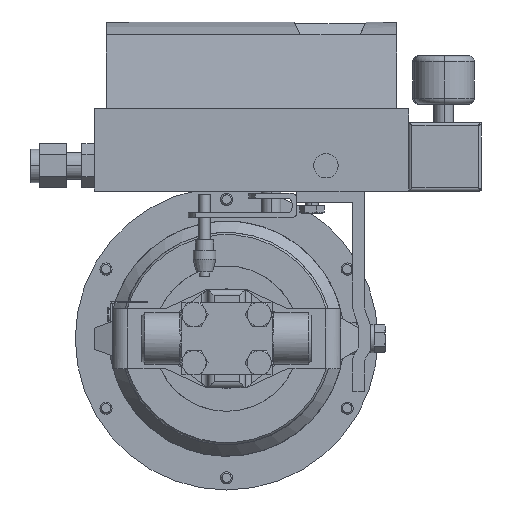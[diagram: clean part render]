
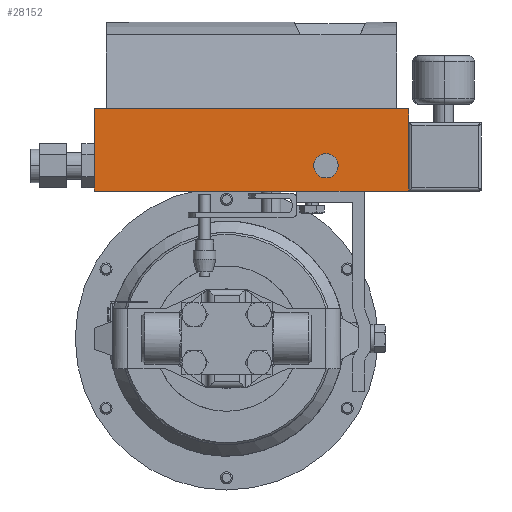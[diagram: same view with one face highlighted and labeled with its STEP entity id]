
A CAD part, front view. The second image highlights one B-rep face of the part: STEP entity #28152.
In plain terms, the highlighted planar face has unit normal (0, -1, 0).
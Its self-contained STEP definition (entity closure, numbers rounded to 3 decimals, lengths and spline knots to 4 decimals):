
#1508 = CARTESIAN_POINT ( 'NONE',  ( -1.184, 6.3534, 7.2334 ) ) ;
#1692 = CARTESIAN_POINT ( 'NONE',  ( 3.3542, 6.3534, 5.803 ) ) ;
#2023 = ORIENTED_EDGE ( 'NONE', *, *, #30043, .T. ) ;
#2080 = EDGE_CURVE ( 'NONE', #29171, #2768, #16456, .T. ) ;
#2146 = AXIS2_PLACEMENT_3D ( 'NONE', #10128, #7259, #24375 ) ;
#2440 = DIRECTION ( 'NONE',  ( 0., 0., 1. ) ) ;
#2768 = VERTEX_POINT ( 'NONE', #9549 ) ;
#3013 = VECTOR ( 'NONE', #2440, 39.3701 ) ;
#3309 = DIRECTION ( 'NONE',  ( 1., 0., 0. ) ) ;
#3799 = ORIENTED_EDGE ( 'NONE', *, *, #2080, .T. ) ;
#4252 = CARTESIAN_POINT ( 'NONE',  ( 4.816, 6.3534, 7.2334 ) ) ;
#4629 = VECTOR ( 'NONE', #22879, 39.3701 ) ;
#5449 = ORIENTED_EDGE ( 'NONE', *, *, #15166, .T. ) ;
#5625 = LINE ( 'NONE', #11817, #35382 ) ;
#5874 = CARTESIAN_POINT ( 'NONE',  ( 3.3542, 6.3534, 6.3061 ) ) ;
#6250 = CARTESIAN_POINT ( 'NONE',  ( 4.816, 6.3534, 5.5334 ) ) ;
#7259 = DIRECTION ( 'NONE',  ( 0., 1., 0. ) ) ;
#7614 = LINE ( 'NONE', #28758, #31308 ) ;
#8480 = ORIENTED_EDGE ( 'NONE', *, *, #10870, .F. ) ;
#8816 = ORIENTED_EDGE ( 'NONE', *, *, #34440, .T. ) ;
#9131 = EDGE_CURVE ( 'NONE', #24835, #30169, #24215, .T. ) ;
#9419 = CARTESIAN_POINT ( 'NONE',  ( -1.434, 6.3534, 7.2334 ) ) ;
#9549 = CARTESIAN_POINT ( 'NONE',  ( 5.066, 6.3534, 7.2334 ) ) ;
#9575 = CARTESIAN_POINT ( 'NONE',  ( 4.816, 6.3534, 7.2334 ) ) ;
#10128 = CARTESIAN_POINT ( 'NONE',  ( 4.816, 6.3534, 5.5334 ) ) ;
#10870 = EDGE_CURVE ( 'NONE', #30169, #24835, #27839, .T. ) ;
#11372 = LINE ( 'NONE', #6250, #4629 ) ;
#11663 = CARTESIAN_POINT ( 'NONE',  ( 3.3542, 6.3534, 6.0545 ) ) ;
#11817 = CARTESIAN_POINT ( 'NONE',  ( 4.816, 6.3534, 5.5334 ) ) ;
#11870 = FACE_OUTER_BOUND ( 'NONE', #22548, .T. ) ;
#12242 = CARTESIAN_POINT ( 'NONE',  ( 3.3542, 6.3534, 6.0545 ) ) ;
#12566 = DIRECTION ( 'NONE',  ( 1., 0., 0. ) ) ;
#13006 = PLANE ( 'NONE',  #2146 ) ;
#13218 = ORIENTED_EDGE ( 'NONE', *, *, #16934, .F. ) ;
#13973 = EDGE_CURVE ( 'NONE', #28839, #27522, #19789, .T. ) ;
#14284 = VECTOR ( 'NONE', #12566, 39.3701 ) ;
#14518 = DIRECTION ( 'NONE',  ( 0., -1., 0. ) ) ;
#14981 = CARTESIAN_POINT ( 'NONE',  ( 4.146, 6.3534, 5.5334 ) ) ;
#15106 = DIRECTION ( 'NONE',  ( 0., 0., -1. ) ) ;
#15166 = EDGE_CURVE ( 'NONE', #27950, #29171, #17365, .T. ) ;
#15338 = EDGE_CURVE ( 'NONE', #27522, #2768, #18699, .T. ) ;
#15880 = LINE ( 'NONE', #21265, #23469 ) ;
#16189 = EDGE_CURVE ( 'NONE', #27657, #19353, #11372, .T. ) ;
#16300 = VECTOR ( 'NONE', #3309, 39.3701 ) ;
#16456 = LINE ( 'NONE', #22454, #3013 ) ;
#16718 = CARTESIAN_POINT ( 'NONE',  ( -1.434, 6.3534, 5.5334 ) ) ;
#16934 = EDGE_CURVE ( 'NONE', #24707, #24122, #15880, .T. ) ;
#17365 = LINE ( 'NONE', #28525, #31643 ) ;
#17417 = DIRECTION ( 'NONE',  ( 0., 0., -1. ) ) ;
#17425 = DIRECTION ( 'NONE',  ( 1., 0., 0. ) ) ;
#17953 = AXIS2_PLACEMENT_3D ( 'NONE', #12242, #29343, #15106 ) ;
#18699 = LINE ( 'NONE', #4252, #26263 ) ;
#19353 = VERTEX_POINT ( 'NONE', #14981 ) ;
#19789 = LINE ( 'NONE', #31530, #16300 ) ;
#19905 = DIRECTION ( 'NONE',  ( 0., 0., 1. ) ) ;
#21265 = CARTESIAN_POINT ( 'NONE',  ( -1.434, 6.3534, 5.5334 ) ) ;
#21879 = LINE ( 'NONE', #32558, #14284 ) ;
#22454 = CARTESIAN_POINT ( 'NONE',  ( 5.066, 6.3534, 5.5334 ) ) ;
#22548 = EDGE_LOOP ( 'NONE', ( #5449, #3799, #23970, #32652, #28998, #13218, #2023, #26185, #8816 ) ) ;
#22580 = ORIENTED_EDGE ( 'NONE', *, *, #9131, .F. ) ;
#22879 = DIRECTION ( 'NONE',  ( 1., 0., 0. ) ) ;
#23129 = CARTESIAN_POINT ( 'NONE',  ( 5.066, 6.3534, 5.5334 ) ) ;
#23469 = VECTOR ( 'NONE', #32647, 39.3701 ) ;
#23970 = ORIENTED_EDGE ( 'NONE', *, *, #15338, .F. ) ;
#24122 = VERTEX_POINT ( 'NONE', #9419 ) ;
#24215 = CIRCLE ( 'NONE', #17953, 0.2516 ) ;
#24286 = DIRECTION ( 'NONE',  ( 1., 0., 0. ) ) ;
#24375 = DIRECTION ( 'NONE',  ( 0., 0., -1. ) ) ;
#24707 = VERTEX_POINT ( 'NONE', #16718 ) ;
#24835 = VERTEX_POINT ( 'NONE', #5874 ) ;
#26185 = ORIENTED_EDGE ( 'NONE', *, *, #16189, .T. ) ;
#26263 = VECTOR ( 'NONE', #24286, 39.3701 ) ;
#27522 = VERTEX_POINT ( 'NONE', #9575 ) ;
#27657 = VERTEX_POINT ( 'NONE', #28817 ) ;
#27839 = CIRCLE ( 'NONE', #32994, 0.2516 ) ;
#27950 = VERTEX_POINT ( 'NONE', #23129 ) ;
#28152 = ADVANCED_FACE ( 'NONE', ( #11870, #33579 ), #13006, .F. ) ;
#28525 = CARTESIAN_POINT ( 'NONE',  ( 5.066, 6.3534, 8.5395 ) ) ;
#28758 = CARTESIAN_POINT ( 'NONE',  ( -1.434, 6.3534, 7.2334 ) ) ;
#28817 = CARTESIAN_POINT ( 'NONE',  ( 2.746, 6.3534, 5.5334 ) ) ;
#28839 = VERTEX_POINT ( 'NONE', #1508 ) ;
#28998 = ORIENTED_EDGE ( 'NONE', *, *, #34693, .F. ) ;
#29003 = CARTESIAN_POINT ( 'NONE',  ( 5.066, 6.3534, 6.9509 ) ) ;
#29171 = VERTEX_POINT ( 'NONE', #29003 ) ;
#29343 = DIRECTION ( 'NONE',  ( 0., -1., 0. ) ) ;
#30043 = EDGE_CURVE ( 'NONE', #24707, #27657, #5625, .T. ) ;
#30169 = VERTEX_POINT ( 'NONE', #1692 ) ;
#31308 = VECTOR ( 'NONE', #17425, 39.3701 ) ;
#31530 = CARTESIAN_POINT ( 'NONE',  ( -1.184, 6.3534, 7.2334 ) ) ;
#31643 = VECTOR ( 'NONE', #19905, 39.3701 ) ;
#32558 = CARTESIAN_POINT ( 'NONE',  ( 4.816, 6.3534, 5.5334 ) ) ;
#32647 = DIRECTION ( 'NONE',  ( 0., 0., 1. ) ) ;
#32652 = ORIENTED_EDGE ( 'NONE', *, *, #13973, .F. ) ;
#32761 = EDGE_LOOP ( 'NONE', ( #8480, #22580 ) ) ;
#32994 = AXIS2_PLACEMENT_3D ( 'NONE', #11663, #14518, #17417 ) ;
#33579 = FACE_BOUND ( 'NONE', #32761, .T. ) ;
#34440 = EDGE_CURVE ( 'NONE', #19353, #27950, #21879, .T. ) ;
#34693 = EDGE_CURVE ( 'NONE', #24122, #28839, #7614, .T. ) ;
#35382 = VECTOR ( 'NONE', #35822, 39.3701 ) ;
#35822 = DIRECTION ( 'NONE',  ( 1., 0., 0. ) ) ;
